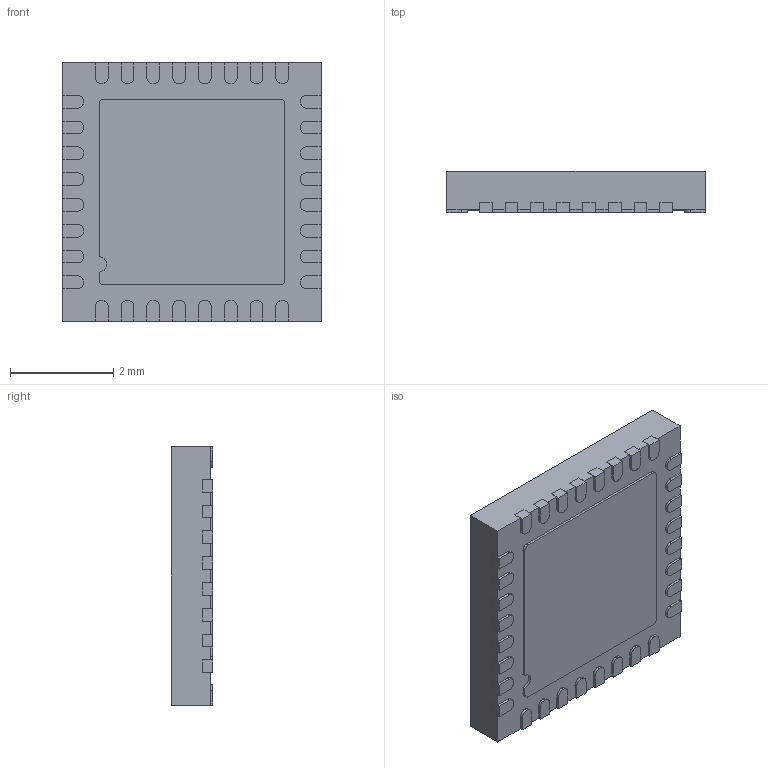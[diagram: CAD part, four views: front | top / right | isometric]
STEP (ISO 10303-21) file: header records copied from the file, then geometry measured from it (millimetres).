
FILE_DESCRIPTION (( 'STEP AP214' ), '1' );
FILE_NAME ('ADF5356BCPZ.STEP', '2022-09-08T06:29:16', ( '' ), ( '' ), 'SwSTEP 2.0', 'SolidWorks 2017', '' );
FILE_SCHEMA (( 'AUTOMOTIVE_DESIGN' ));
Length unit declared in the file: millimetre
Products named in the file (1): ADF5356BCPZ
Bounding box: 5 x 0.8 x 5 mm (x, y, z)
Volume: 19.5 mm3; surface area: 113.2 mm2
Topology: 35 solids, 35 shells, 482 faces, 1230 edges, 820 vertices
Faces by surface type: plane 342, cylinder 140
Full cylindrical faces by diameter (mm): 0.3 x2
Entity records: 14864 total; most frequent: CARTESIAN_POINT 2531, DIRECTION 2474, ORIENTED_EDGE 2456, EDGE_CURVE 1228, LINE 948, VECTOR 948, VERTEX_POINT 820, AXIS2_PLACEMENT_3D 763
